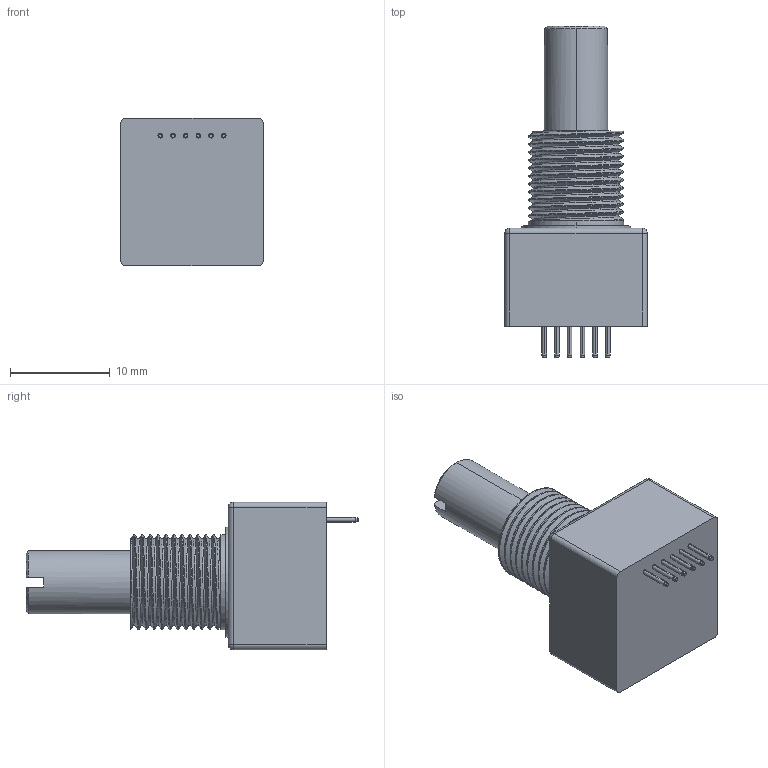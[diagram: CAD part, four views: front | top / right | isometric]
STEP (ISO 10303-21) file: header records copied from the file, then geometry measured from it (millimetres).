
FILE_DESCRIPTION (( 'STEP AP214' ), '1' );
FILE_NAME ('EM14A0D-B28-L064S.STEP', '2021-11-24T11:17:15', ( '' ), ( '' ), 'SwSTEP 2.0', 'SolidWorks 2017', '' );
FILE_SCHEMA (( 'AUTOMOTIVE_DESIGN' ));
Length unit declared in the file: millimetre
Products named in the file (1): EM14A0D-B28-L064S
Bounding box: 14.25 x 33.21 x 14.76 mm (x, y, z)
Volume: 3014.6 mm3; surface area: 1914.3 mm2
Topology: 9 solids, 9 shells, 122 faces, 264 edges, 157 vertices
Faces by surface type: cylinder 48, plane 28, torus 24, cone 15, sphere 4, bspline 3
Entity records: 7976 total; most frequent: CARTESIAN_POINT 5290, DIRECTION 563, ORIENTED_EDGE 520, EDGE_CURVE 260, AXIS2_PLACEMENT_3D 241, VERTEX_POINT 157, EDGE_LOOP 123, ADVANCED_FACE 122
